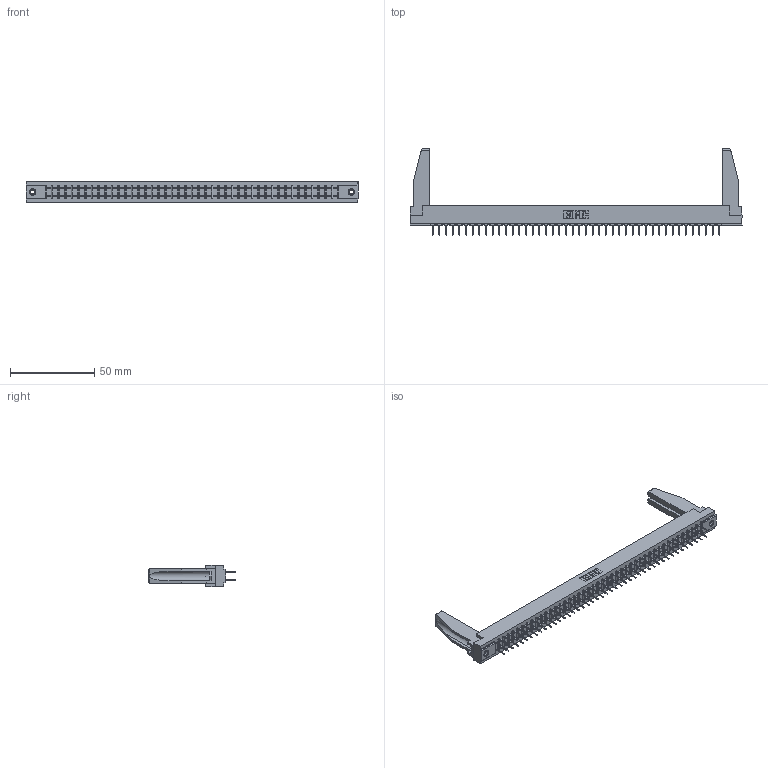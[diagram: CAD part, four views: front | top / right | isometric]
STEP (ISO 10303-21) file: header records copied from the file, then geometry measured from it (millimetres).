
FILE_DESCRIPTION (( 'STEP AP203' ), '1' );
FILE_NAME ('357-088-424-278.STEP', '2020-10-04T04:50:48', ( '' ), ( '' ), 'SwSTEP 2.0', 'SolidWorks 2020', '' );
FILE_SCHEMA (( 'CONFIG_CONTROL_DESIGN' ));
Length unit declared in the file: inch
Products named in the file (5): 307-290-001_524; 357-088-424-278; 307-220-078; 307 Part_.156 Dia Mounting Holes; 345-250-001_345-250-001-102
Assembly tree (93 placements, depth 2):
  357-088-424-278
    307 Part_.156 Dia Mounting Holes
    307-290-001_524  x88
    307-220-078  x2
    345-250-001_345-250-001-102  x2
Bounding box: 197.36 x 51.13 x 12.7 mm (x, y, z)
Volume: 24965.7 mm3; surface area: 29227.2 mm2
Topology: 93 solids, 93 shells, 4341 faces, 12093 edges, 7814 vertices
Faces by surface type: plane 2882, cylinder 1353, sphere 90, cone 12, torus 4
Entity records: 41289 total; most frequent: CARTESIAN_POINT 6762, ORIENTED_EDGE 6660, DIRECTION 6576, EDGE_CURVE 3330, VECTOR 2560, LINE 2560, VERTEX_POINT 2152, AXIS2_PLACEMENT_3D 2008
